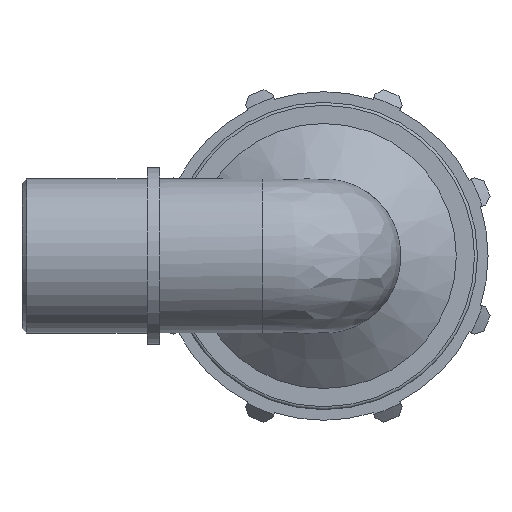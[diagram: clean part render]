
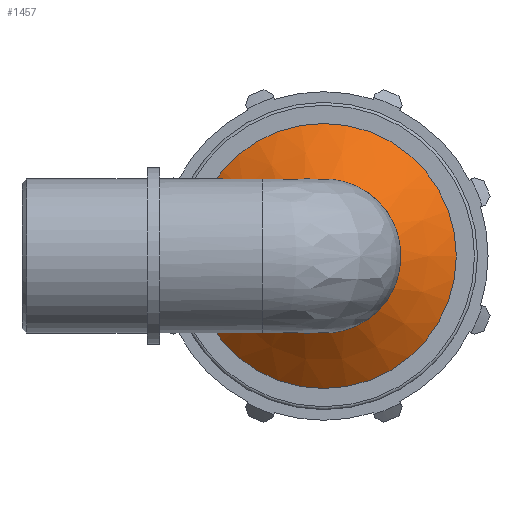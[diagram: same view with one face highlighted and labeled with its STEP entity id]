
A CAD part, left-side view. The second image highlights one B-rep face of the part: STEP entity #1457.
In plain terms, the highlighted conical face has half-angle 50 degrees and reference radius 14.239 mm.
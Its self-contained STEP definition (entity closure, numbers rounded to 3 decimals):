
#279=CONICAL_SURFACE('',#1552,14.239,50.);
#294=B_SPLINE_CURVE_WITH_KNOTS('',3,(#2123,#2124,#2125,#2126,#2127,#2128,
#2129,#2130,#2131,#2132,#2133,#2134,#2135,#2136),.UNSPECIFIED.,.F.,.F.,
(4,2,2,2,2,2,4),(3.994,4.133,4.314,4.496,
4.677,4.858,4.998),.UNSPECIFIED.);
#297=FACE_BOUND('',#420,.T.);
#331=FACE_OUTER_BOUND('',#419,.T.);
#419=EDGE_LOOP('',(#953,#954));
#420=EDGE_LOOP('',(#955));
#529=CIRCLE('',#1542,10.478);
#535=CIRCLE('',#1553,18.);
#598=VERTEX_POINT('',#2109);
#599=VERTEX_POINT('',#2110);
#605=VERTEX_POINT('',#2168);
#740=EDGE_CURVE('',#598,#599,#529,.T.);
#746=EDGE_CURVE('',#598,#599,#294,.T.);
#749=EDGE_CURVE('',#605,#605,#535,.T.);
#953=ORIENTED_EDGE('',*,*,#746,.F.);
#954=ORIENTED_EDGE('',*,*,#740,.T.);
#955=ORIENTED_EDGE('',*,*,#749,.F.);
#1457=ADVANCED_FACE('',(#331,#297),#279,.T.);
#1542=AXIS2_PLACEMENT_3D('',#2111,#1701,#1702);
#1552=AXIS2_PLACEMENT_3D('',#2167,#1721,#1722);
#1553=AXIS2_PLACEMENT_3D('',#2169,#1723,#1724);
#1701=DIRECTION('center_axis',(1.,0.,0.));
#1702=DIRECTION('ref_axis',(0.,0.,-1.));
#1721=DIRECTION('center_axis',(1.,0.,0.));
#1722=DIRECTION('ref_axis',(0.,1.,0.));
#1723=DIRECTION('center_axis',(1.,0.,0.));
#1724=DIRECTION('ref_axis',(0.,0.,-1.));
#2109=CARTESIAN_POINT('',(9.475,9.475,4.473));
#2110=CARTESIAN_POINT('',(9.475,9.475,-4.473));
#2111=CARTESIAN_POINT('Origin',(9.475,0.,0.));
#2123=CARTESIAN_POINT('Ctrl Pts',(9.475,9.475,4.473));
#2124=CARTESIAN_POINT('Ctrl Pts',(9.627,9.827,4.151));
#2125=CARTESIAN_POINT('Ctrl Pts',(9.77,10.148,3.804));
#2126=CARTESIAN_POINT('Ctrl Pts',(10.055,10.776,2.987));
#2127=CARTESIAN_POINT('Ctrl Pts',(10.209,11.106,2.434));
#2128=CARTESIAN_POINT('Ctrl Pts',(10.421,11.555,1.244));
#2129=CARTESIAN_POINT('Ctrl Pts',(10.478,11.673,0.604));
#2130=CARTESIAN_POINT('Ctrl Pts',(10.478,11.673,-0.604));
#2131=CARTESIAN_POINT('Ctrl Pts',(10.421,11.555,-1.244));
#2132=CARTESIAN_POINT('Ctrl Pts',(10.209,11.106,-2.434));
#2133=CARTESIAN_POINT('Ctrl Pts',(10.055,10.776,-2.987));
#2134=CARTESIAN_POINT('Ctrl Pts',(9.77,10.148,-3.804));
#2135=CARTESIAN_POINT('Ctrl Pts',(9.627,9.827,-4.151));
#2136=CARTESIAN_POINT('Ctrl Pts',(9.475,9.475,-4.473));
#2167=CARTESIAN_POINT('Origin',(12.631,0.,0.));
#2168=CARTESIAN_POINT('',(15.787,18.,0.));
#2169=CARTESIAN_POINT('Origin',(15.787,0.,0.));
